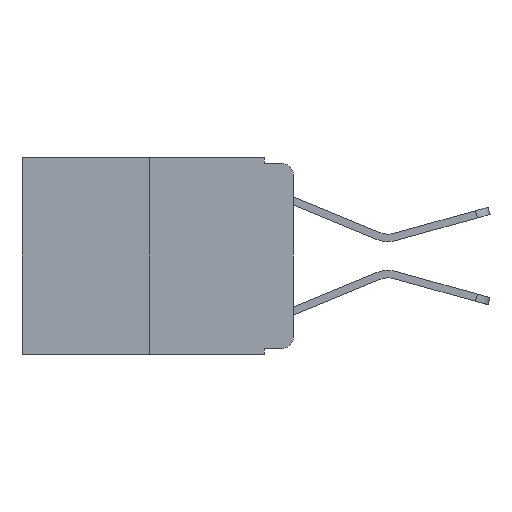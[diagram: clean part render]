
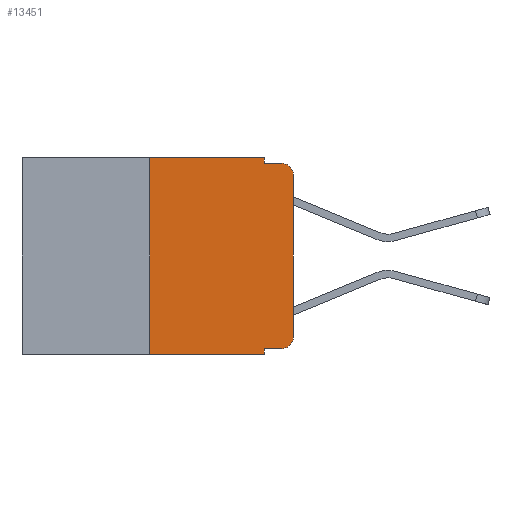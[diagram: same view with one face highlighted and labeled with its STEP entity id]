
A CAD part, left-side view. The second image highlights one B-rep face of the part: STEP entity #13451.
In plain terms, the highlighted planar face has unit normal (-1, 0, 0).
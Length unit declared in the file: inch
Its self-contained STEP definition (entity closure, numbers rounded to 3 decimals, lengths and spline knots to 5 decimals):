
#453 = EDGE_CURVE ( 'NONE', #1712, #6885, #13235, .T. ) ;
#631 = ORIENTED_EDGE ( 'NONE', *, *, #15552, .T. ) ;
#881 = DIRECTION ( 'NONE',  ( 0., -1., 0. ) ) ;
#1054 = CARTESIAN_POINT ( 'NONE',  ( 0., 0.473, 0. ) ) ;
#1166 = CARTESIAN_POINT ( 'NONE',  ( 0., 0.25, -0.343 ) ) ;
#1209 = LINE ( 'NONE', #2671, #9566 ) ;
#1480 = CIRCLE ( 'NONE', #5372, 0.02 ) ;
#1552 = VERTEX_POINT ( 'NONE', #2670 ) ;
#1712 = VERTEX_POINT ( 'NONE', #14895 ) ;
#1750 = CARTESIAN_POINT ( 'NONE',  ( 0., 0.02, -0.313 ) ) ;
#2017 = LINE ( 'NONE', #15162, #10929 ) ;
#2355 = AXIS2_PLACEMENT_3D ( 'NONE', #20546, #10340, #22204 ) ;
#2598 = CARTESIAN_POINT ( 'NONE',  ( 0., 0.02, -0.01 ) ) ;
#2670 = CARTESIAN_POINT ( 'NONE',  ( 0., 0.051, -0.01 ) ) ;
#2671 = CARTESIAN_POINT ( 'NONE',  ( 0., 0.473, 0. ) ) ;
#2841 = DIRECTION ( 'NONE',  ( 0., 0., -1. ) ) ;
#2845 = DIRECTION ( 'NONE',  ( 0., -1., 0. ) ) ;
#2864 = CARTESIAN_POINT ( 'NONE',  ( 0., 0.25, 0. ) ) ;
#3210 = ORIENTED_EDGE ( 'NONE', *, *, #19038, .F. ) ;
#3506 = DIRECTION ( 'NONE',  ( 0., 0., -1. ) ) ;
#3569 = EDGE_CURVE ( 'NONE', #13237, #18470, #6430, .T. ) ;
#3626 = ORIENTED_EDGE ( 'NONE', *, *, #19801, .T. ) ;
#3986 = ORIENTED_EDGE ( 'NONE', *, *, #11529, .T. ) ;
#4332 = VECTOR ( 'NONE', #10350, 39.37008 ) ;
#4896 = VERTEX_POINT ( 'NONE', #16617 ) ;
#5245 = VECTOR ( 'NONE', #16417, 39.37008 ) ;
#5372 = AXIS2_PLACEMENT_3D ( 'NONE', #1750, #14130, #3506 ) ;
#5876 = EDGE_CURVE ( 'NONE', #4896, #1552, #17555, .T. ) ;
#6430 = LINE ( 'NONE', #10581, #15755 ) ;
#6837 = CARTESIAN_POINT ( 'NONE',  ( 0., 0., 0. ) ) ;
#6885 = VERTEX_POINT ( 'NONE', #11509 ) ;
#7528 = ORIENTED_EDGE ( 'NONE', *, *, #20190, .F. ) ;
#7751 = VECTOR ( 'NONE', #19165, 39.37008 ) ;
#8248 = ORIENTED_EDGE ( 'NONE', *, *, #19613, .F. ) ;
#8323 = VERTEX_POINT ( 'NONE', #1166 ) ;
#9305 = CARTESIAN_POINT ( 'NONE',  ( 0., 0.051, -0.333 ) ) ;
#9566 = VECTOR ( 'NONE', #881, 39.37008 ) ;
#9850 = ORIENTED_EDGE ( 'NONE', *, *, #17319, .T. ) ;
#10340 = DIRECTION ( 'NONE',  ( -1., 0., 0. ) ) ;
#10350 = DIRECTION ( 'NONE',  ( 0., 0., 1. ) ) ;
#10480 = LINE ( 'NONE', #18627, #15106 ) ;
#10581 = CARTESIAN_POINT ( 'NONE',  ( 0., 0.051, 0. ) ) ;
#10672 = CIRCLE ( 'NONE', #2355, 0.02 ) ;
#10929 = VECTOR ( 'NONE', #21799, 39.37008 ) ;
#11396 = EDGE_LOOP ( 'NONE', ( #12862, #631, #3210, #14031, #8248, #7528, #3986, #11426, #9850, #3626 ) ) ;
#11426 = ORIENTED_EDGE ( 'NONE', *, *, #3569, .F. ) ;
#11509 = CARTESIAN_POINT ( 'NONE',  ( 0., 0., -0.03 ) ) ;
#11529 = EDGE_CURVE ( 'NONE', #8323, #18470, #10480, .T. ) ;
#11678 = DIRECTION ( 'NONE',  ( 0., 0., -1. ) ) ;
#12608 = DIRECTION ( 'NONE',  ( 0., -1., 0. ) ) ;
#12715 = CARTESIAN_POINT ( 'NONE',  ( 0., 0.051, -0.343 ) ) ;
#12862 = ORIENTED_EDGE ( 'NONE', *, *, #453, .T. ) ;
#12984 = CARTESIAN_POINT ( 'NONE',  ( 0., 0.051, -0.333 ) ) ;
#13235 = LINE ( 'NONE', #6837, #4332 ) ;
#13237 = VERTEX_POINT ( 'NONE', #9305 ) ;
#13451 = ADVANCED_FACE ( 'NONE', ( #14555 ), #20178, .F. ) ;
#13465 = DIRECTION ( 'NONE',  ( 1., 0., 0. ) ) ;
#14031 = ORIENTED_EDGE ( 'NONE', *, *, #5876, .F. ) ;
#14130 = DIRECTION ( 'NONE',  ( -1., 0., 0. ) ) ;
#14555 = FACE_OUTER_BOUND ( 'NONE', #11396, .T. ) ;
#14895 = CARTESIAN_POINT ( 'NONE',  ( 0., 0., -0.313 ) ) ;
#15106 = VECTOR ( 'NONE', #2845, 39.37008 ) ;
#15162 = CARTESIAN_POINT ( 'NONE',  ( 0., 0.25, 0. ) ) ;
#15450 = VERTEX_POINT ( 'NONE', #2864 ) ;
#15552 = EDGE_CURVE ( 'NONE', #6885, #21301, #10672, .T. ) ;
#15755 = VECTOR ( 'NONE', #11678, 39.37008 ) ;
#16293 = CARTESIAN_POINT ( 'NONE',  ( 0., 0.02, -0.333 ) ) ;
#16417 = DIRECTION ( 'NONE',  ( 0., -1., 0. ) ) ;
#16617 = CARTESIAN_POINT ( 'NONE',  ( 0., 0.051, 0. ) ) ;
#16751 = VERTEX_POINT ( 'NONE', #16293 ) ;
#17319 = EDGE_CURVE ( 'NONE', #13237, #16751, #19172, .T. ) ;
#17458 = CARTESIAN_POINT ( 'NONE',  ( 0., 0.051, 0. ) ) ;
#17555 = LINE ( 'NONE', #17458, #7751 ) ;
#18470 = VERTEX_POINT ( 'NONE', #12715 ) ;
#18627 = CARTESIAN_POINT ( 'NONE',  ( 0., 0.473, -0.343 ) ) ;
#19038 = EDGE_CURVE ( 'NONE', #1552, #21301, #22354, .T. ) ;
#19165 = DIRECTION ( 'NONE',  ( 0., 0., -1. ) ) ;
#19172 = LINE ( 'NONE', #12984, #5245 ) ;
#19613 = EDGE_CURVE ( 'NONE', #15450, #4896, #1209, .T. ) ;
#19801 = EDGE_CURVE ( 'NONE', #16751, #1712, #1480, .T. ) ;
#20178 = PLANE ( 'NONE',  #21626 ) ;
#20190 = EDGE_CURVE ( 'NONE', #8323, #15450, #2017, .T. ) ;
#20546 = CARTESIAN_POINT ( 'NONE',  ( 0., 0.02, -0.03 ) ) ;
#21001 = CARTESIAN_POINT ( 'NONE',  ( 0., 0.051, -0.01 ) ) ;
#21301 = VERTEX_POINT ( 'NONE', #2598 ) ;
#21626 = AXIS2_PLACEMENT_3D ( 'NONE', #1054, #13465, #2841 ) ;
#21799 = DIRECTION ( 'NONE',  ( 0., 0., 1. ) ) ;
#21846 = VECTOR ( 'NONE', #12608, 39.37008 ) ;
#22204 = DIRECTION ( 'NONE',  ( 0., 0., -1. ) ) ;
#22354 = LINE ( 'NONE', #21001, #21846 ) ;
